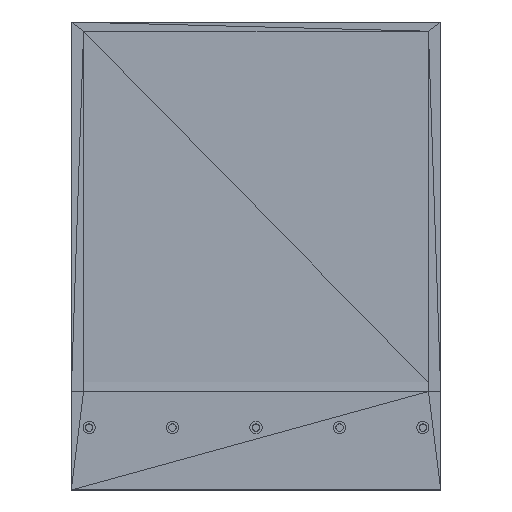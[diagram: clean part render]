
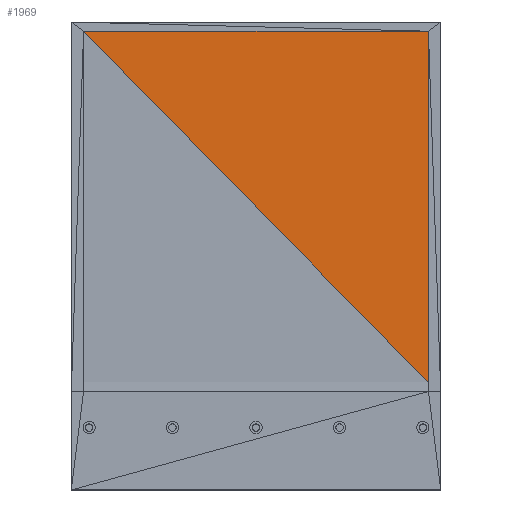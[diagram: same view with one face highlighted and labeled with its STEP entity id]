
A CAD part, top view. The second image highlights one B-rep face of the part: STEP entity #1969.
In plain terms, the highlighted planar face has unit normal (0, 0, 1).
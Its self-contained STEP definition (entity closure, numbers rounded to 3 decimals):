
#1969 = ADVANCED_FACE('',(#1970),#1996,.T.);
#1970 = FACE_BOUND('',#1971,.T.);
#1971 = EDGE_LOOP('',(#1972,#1982,#1990));
#1972 = ORIENTED_EDGE('',*,*,#1973,.T.);
#1973 = EDGE_CURVE('',#1974,#1976,#1978,.T.);
#1974 = VERTEX_POINT('',#1975);
#1975 = CARTESIAN_POINT('',(-69.003,89.253,
    3.998));
#1976 = VERTEX_POINT('',#1977);
#1977 = CARTESIAN_POINT('',(71.002,-53.253,
    3.998));
#1978 = LINE('',#1979,#1980);
#1979 = CARTESIAN_POINT('',(-69.003,89.253,
    3.998));
#1980 = VECTOR('',#1981,1.);
#1981 = DIRECTION('',(0.701,-0.713,0.));
#1982 = ORIENTED_EDGE('',*,*,#1983,.T.);
#1983 = EDGE_CURVE('',#1976,#1984,#1986,.T.);
#1984 = VERTEX_POINT('',#1985);
#1985 = CARTESIAN_POINT('',(71.002,89.253,
    3.998));
#1986 = LINE('',#1987,#1988);
#1987 = CARTESIAN_POINT('',(71.002,-53.253,
    3.998));
#1988 = VECTOR('',#1989,1.);
#1989 = DIRECTION('',(0.,1.,0.));
#1990 = ORIENTED_EDGE('',*,*,#1991,.T.);
#1991 = EDGE_CURVE('',#1984,#1974,#1992,.T.);
#1992 = LINE('',#1993,#1994);
#1993 = CARTESIAN_POINT('',(71.002,89.253,
    3.998));
#1994 = VECTOR('',#1995,1.);
#1995 = DIRECTION('',(-1.,0.,0.));
#1996 = PLANE('',#1997);
#1997 = AXIS2_PLACEMENT_3D('',#1998,#1999,#2000);
#1998 = CARTESIAN_POINT('',(21.684,38.684,
    3.998));
#1999 = DIRECTION('',(0.,0.,1.));
#2000 = DIRECTION('',(1.,0.,-0.));
